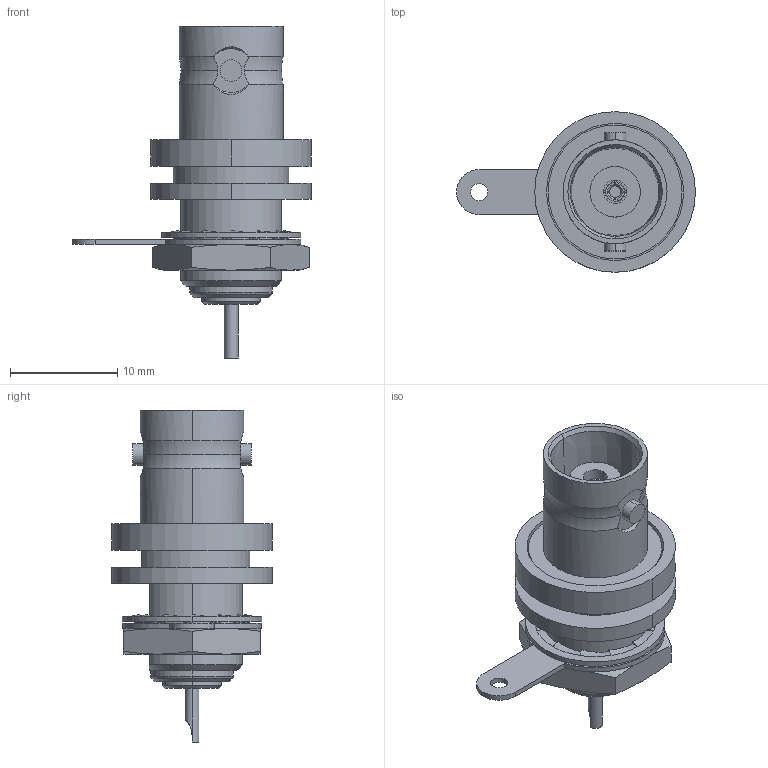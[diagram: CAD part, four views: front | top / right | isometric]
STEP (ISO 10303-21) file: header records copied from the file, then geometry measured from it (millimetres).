
FILE_DESCRIPTION (( 'STEP AP214' ), '1' );
FILE_NAME ('J01003E1286.STEP', '2018-07-12T13:53:13', ( '' ), ( '' ), 'SwSTEP 2.0', 'SolidWorks 2017', '' );
FILE_SCHEMA (( 'AUTOMOTIVE_DESIGN' ));
Length unit declared in the file: millimetre
Products named in the file (1): J01003E1286
Bounding box: 22.3 x 15 x 31 mm (x, y, z)
Volume: 2180.4 mm3; surface area: 2370.9 mm2
Topology: 2 solids, 2 shells, 280 faces, 685 edges, 433 vertices
Faces by surface type: plane 132, cylinder 62, cone 42, bspline 36, torus 8
Entity records: 11873 total; most frequent: CARTESIAN_POINT 2497, ORIENTED_EDGE 1370, DIRECTION 1215, EDGE_CURVE 685, VERTEX_POINT 433, AXIS2_PLACEMENT_3D 429, LINE 357, VECTOR 357
